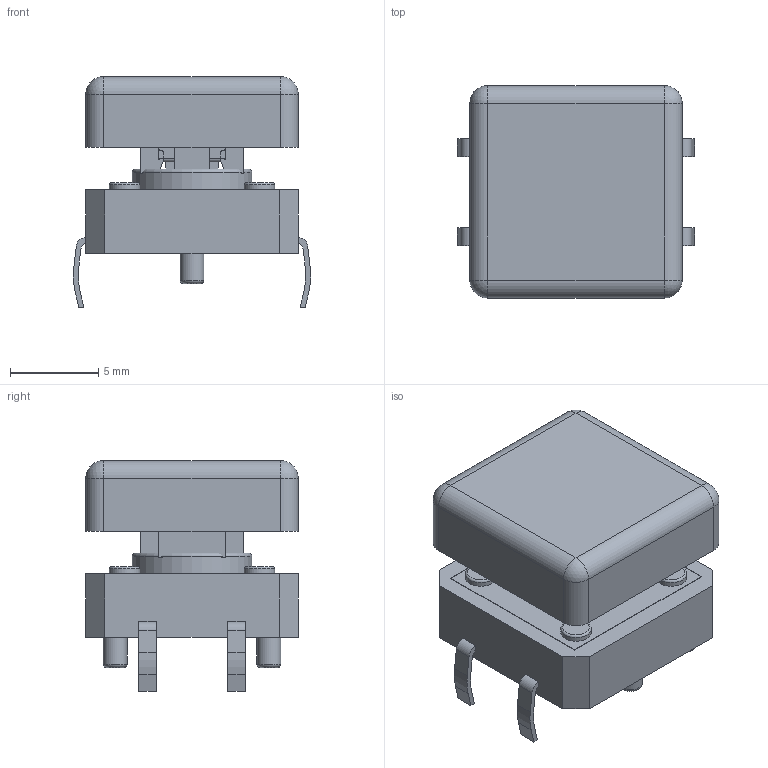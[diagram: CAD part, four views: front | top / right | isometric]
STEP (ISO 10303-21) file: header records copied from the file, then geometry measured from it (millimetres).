
FILE_DESCRIPTION(('FreeCAD Model'),'2;1');
FILE_NAME('12mmx12mm With Yellow cap square.stp','2019-12-29T01:34:22',('Author'),( ''),'Open CASCADE STEP processor 7.3','FreeCAD','Unknown');
FILE_SCHEMA(('AUTOMOTIVE_DESIGN { 1 0 10303 214 1 1 1 1 }'));
Length unit declared in the file: millimetre
Products named in the file (2): square-cap; Tactal_Switch_-_THRU(12mmx12mmx__mm)-Square_Yellow
Bounding box: 13.42 x 12.01 x 13.05 mm (x, y, z)
Volume: 923.8 mm3; surface area: 1357 mm2
Topology: 2 solids, 22 shells, 333 faces, 789 edges, 518 vertices
Faces by surface type: plane 235, cylinder 48, bspline 39, torus 7, sphere 4
Full cylindrical faces by diameter (mm): 1.346 x2, 1.727 x4, 2.057 x1, 6.756 x1
Entity records: 25620 total; most frequent: CARTESIAN_POINT 9089, DIRECTION 2182, ORIENTED_EDGE 1578, PCURVE 1578, DEFINITIONAL_REPRESENTATION 1578, LINE 1340, VECTOR 1340, B_SPLINE_CURVE_WITH_KNOTS 859
